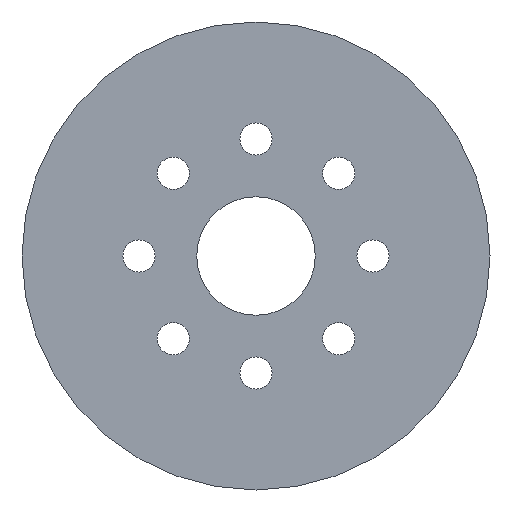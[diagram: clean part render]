
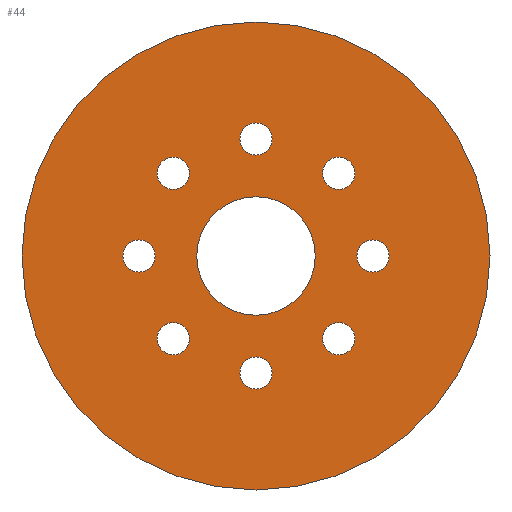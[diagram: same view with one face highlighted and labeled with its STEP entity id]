
A CAD part, front view. The second image highlights one B-rep face of the part: STEP entity #44.
In plain terms, the highlighted planar face has unit normal (0, -1, 0).
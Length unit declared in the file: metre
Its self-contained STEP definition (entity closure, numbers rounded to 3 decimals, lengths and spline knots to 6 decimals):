
#44 = ADVANCED_FACE( '', ( #93, #94, #95, #96, #97, #98, #99, #100, #101, #102 ), #103, .F. );
#93 = FACE_BOUND( '', #164, .T. );
#94 = FACE_BOUND( '', #165, .T. );
#95 = FACE_BOUND( '', #166, .T. );
#96 = FACE_BOUND( '', #167, .T. );
#97 = FACE_OUTER_BOUND( '', #168, .T. );
#98 = FACE_BOUND( '', #169, .T. );
#99 = FACE_BOUND( '', #170, .T. );
#100 = FACE_BOUND( '', #171, .T. );
#101 = FACE_BOUND( '', #172, .T. );
#102 = FACE_BOUND( '', #173, .T. );
#103 = PLANE( '', #174 );
#164 = EDGE_LOOP( '', ( #237 ) );
#165 = EDGE_LOOP( '', ( #238 ) );
#166 = EDGE_LOOP( '', ( #239 ) );
#167 = EDGE_LOOP( '', ( #240 ) );
#168 = EDGE_LOOP( '', ( #241 ) );
#169 = EDGE_LOOP( '', ( #242 ) );
#170 = EDGE_LOOP( '', ( #243 ) );
#171 = EDGE_LOOP( '', ( #244 ) );
#172 = EDGE_LOOP( '', ( #245 ) );
#173 = EDGE_LOOP( '', ( #246 ) );
#174 = AXIS2_PLACEMENT_3D( '', #247, #248, #249 );
#237 = ORIENTED_EDGE( '', *, *, #311, .T. );
#238 = ORIENTED_EDGE( '', *, *, #302, .T. );
#239 = ORIENTED_EDGE( '', *, *, #308, .T. );
#240 = ORIENTED_EDGE( '', *, *, #313, .T. );
#241 = ORIENTED_EDGE( '', *, *, #314, .F. );
#242 = ORIENTED_EDGE( '', *, *, #315, .T. );
#243 = ORIENTED_EDGE( '', *, *, #316, .T. );
#244 = ORIENTED_EDGE( '', *, *, #317, .T. );
#245 = ORIENTED_EDGE( '', *, *, #318, .T. );
#246 = ORIENTED_EDGE( '', *, *, #305, .T. );
#247 = CARTESIAN_POINT( '', ( 0., 0., 0. ) );
#248 = DIRECTION( '', ( 0., 1., 0. ) );
#249 = DIRECTION( '', ( 0., 0., 1. ) );
#302 = EDGE_CURVE( '', #335, #335, #336, .T. );
#305 = EDGE_CURVE( '', #340, #340, #341, .T. );
#308 = EDGE_CURVE( '', #345, #345, #346, .T. );
#311 = EDGE_CURVE( '', #350, #350, #351, .T. );
#313 = EDGE_CURVE( '', #353, #353, #354, .T. );
#314 = EDGE_CURVE( '', #355, #355, #356, .T. );
#315 = EDGE_CURVE( '', #357, #357, #358, .T. );
#316 = EDGE_CURVE( '', #359, #359, #360, .T. );
#317 = EDGE_CURVE( '', #361, #361, #362, .T. );
#318 = EDGE_CURVE( '', #363, #363, #364, .T. );
#335 = VERTEX_POINT( '', #387 );
#336 = CIRCLE( '', #388, 0.0011 );
#340 = VERTEX_POINT( '', #392 );
#341 = CIRCLE( '', #393, 0.0011 );
#345 = VERTEX_POINT( '', #397 );
#346 = CIRCLE( '', #398, 0.0011 );
#350 = VERTEX_POINT( '', #402 );
#351 = CIRCLE( '', #403, 0.0011 );
#353 = VERTEX_POINT( '', #405 );
#354 = CIRCLE( '', #406, 0.0011 );
#355 = VERTEX_POINT( '', #407 );
#356 = CIRCLE( '', #408, 0.016 );
#357 = VERTEX_POINT( '', #409 );
#358 = CIRCLE( '', #410, 0.00405 );
#359 = VERTEX_POINT( '', #411 );
#360 = CIRCLE( '', #412, 0.0011 );
#361 = VERTEX_POINT( '', #413 );
#362 = CIRCLE( '', #414, 0.0011 );
#363 = VERTEX_POINT( '', #415 );
#364 = CIRCLE( '', #416, 0.0011 );
#387 = CARTESIAN_POINT( '', ( 0., 0., 0.0091 ) );
#388 = AXIS2_PLACEMENT_3D( '', #439, #440, #441 );
#392 = CARTESIAN_POINT( '', ( -0.005657, 0., -0.004557 ) );
#393 = AXIS2_PLACEMENT_3D( '', #445, #446, #447 );
#397 = CARTESIAN_POINT( '', ( 0.008, 0., 0.0011 ) );
#398 = AXIS2_PLACEMENT_3D( '', #451, #452, #453 );
#402 = CARTESIAN_POINT( '', ( -0.008, 0., 0.0011 ) );
#403 = AXIS2_PLACEMENT_3D( '', #457, #458, #459 );
#405 = CARTESIAN_POINT( '', ( 0., 0., -0.0069 ) );
#406 = AXIS2_PLACEMENT_3D( '', #460, #461, #462 );
#407 = CARTESIAN_POINT( '', ( 0., 0., 0.016 ) );
#408 = AXIS2_PLACEMENT_3D( '', #463, #464, #465 );
#409 = CARTESIAN_POINT( '', ( 0., 0., 0.00405 ) );
#410 = AXIS2_PLACEMENT_3D( '', #466, #467, #468 );
#411 = CARTESIAN_POINT( '', ( 0.005657, 0., -0.004557 ) );
#412 = AXIS2_PLACEMENT_3D( '', #469, #470, #471 );
#413 = CARTESIAN_POINT( '', ( 0.005657, 0., 0.006757 ) );
#414 = AXIS2_PLACEMENT_3D( '', #472, #473, #474 );
#415 = CARTESIAN_POINT( '', ( -0.005657, 0., 0.006757 ) );
#416 = AXIS2_PLACEMENT_3D( '', #475, #476, #477 );
#439 = CARTESIAN_POINT( '', ( 0., 0., 0.008 ) );
#440 = DIRECTION( '', ( 0., 1., 0. ) );
#441 = DIRECTION( '', ( 0., 0., 1. ) );
#445 = CARTESIAN_POINT( '', ( -0.005657, 0., -0.005657 ) );
#446 = DIRECTION( '', ( 0., 1., 0. ) );
#447 = DIRECTION( '', ( 0., 0., 1. ) );
#451 = CARTESIAN_POINT( '', ( 0.008, 0., 0. ) );
#452 = DIRECTION( '', ( 0., 1., 0. ) );
#453 = DIRECTION( '', ( 0., 0., 1. ) );
#457 = CARTESIAN_POINT( '', ( -0.008, 0., 0. ) );
#458 = DIRECTION( '', ( 0., 1., 0. ) );
#459 = DIRECTION( '', ( 0., 0., 1. ) );
#460 = CARTESIAN_POINT( '', ( 0., 0., -0.008 ) );
#461 = DIRECTION( '', ( 0., 1., 0. ) );
#462 = DIRECTION( '', ( 0., 0., 1. ) );
#463 = CARTESIAN_POINT( '', ( 0., 0., 0. ) );
#464 = DIRECTION( '', ( 0., 1., 0. ) );
#465 = DIRECTION( '', ( 0., 0., 1. ) );
#466 = CARTESIAN_POINT( '', ( 0., 0., 0. ) );
#467 = DIRECTION( '', ( 0., 1., 0. ) );
#468 = DIRECTION( '', ( 0., 0., 1. ) );
#469 = CARTESIAN_POINT( '', ( 0.005657, 0., -0.005657 ) );
#470 = DIRECTION( '', ( 0., 1., 0. ) );
#471 = DIRECTION( '', ( 0., 0., 1. ) );
#472 = CARTESIAN_POINT( '', ( 0.005657, 0., 0.005657 ) );
#473 = DIRECTION( '', ( 0., 1., 0. ) );
#474 = DIRECTION( '', ( 0., 0., 1. ) );
#475 = CARTESIAN_POINT( '', ( -0.005657, 0., 0.005657 ) );
#476 = DIRECTION( '', ( 0., 1., 0. ) );
#477 = DIRECTION( '', ( 0., 0., 1. ) );
